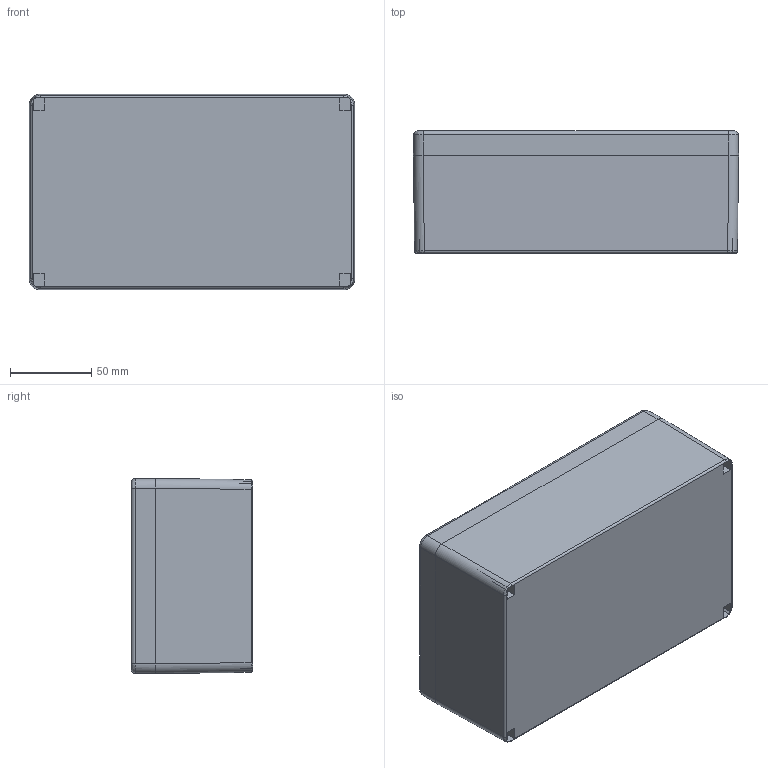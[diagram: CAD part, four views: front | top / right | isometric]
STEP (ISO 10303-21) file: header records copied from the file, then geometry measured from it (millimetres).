
FILE_DESCRIPTION((''),'2;1');
FILE_NAME('4049.2_CM_200_12','2012-05-08T',('Y.Storm'),(''),'PRO/ENGINEER BY PARAMETRIC TECHNOLOGY CORPORATION, 2005070','PRO/ENGINEER BY PARAMETRIC TECHNOLOGY CORPORATION, 2005070','');
FILE_SCHEMA(('AUTOMOTIVE_DESIGN_CC2 { 1 2 10303 214 -1 1 5 2 }'));
Length unit declared in the file: millimetre
Products named in the file (1): 4049.2_CM_200_12
Bounding box: 200 x 75 x 120 mm (x, y, z)
Surface area: 98190.8 mm2 (no closed solid volume)
Topology: 0 solids, 10 shells, 192 faces, 648 edges, 436 vertices
Faces by surface type: plane 104, cylinder 40, cone 24, bspline 8, sphere 8, torus 8
Entity records: 11150 total; most frequent: CARTESIAN_POINT 2570, ORIENTED_EDGE 1112, DIRECTION 988, PRESENTATION_STYLE_ASSIGNMENT 838, STYLED_ITEM 646, CURVE_STYLE 640, EDGE_CURVE 640, VERTEX_POINT 436
